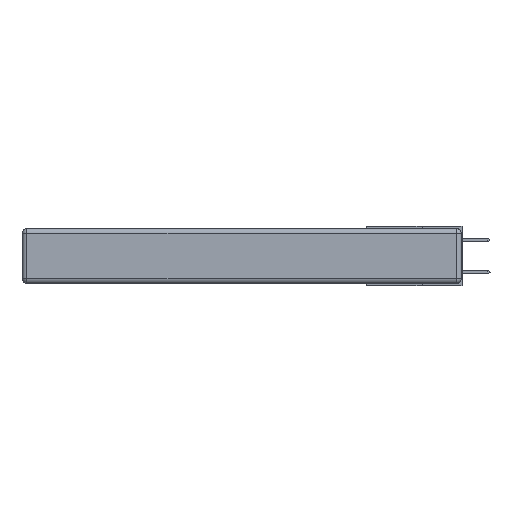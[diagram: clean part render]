
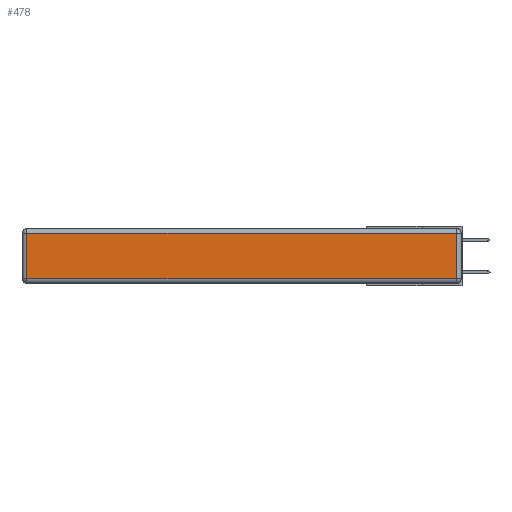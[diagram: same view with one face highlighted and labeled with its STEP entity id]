
A CAD part, left-side view. The second image highlights one B-rep face of the part: STEP entity #478.
In plain terms, the highlighted planar face has unit normal (-1, 0, 0).
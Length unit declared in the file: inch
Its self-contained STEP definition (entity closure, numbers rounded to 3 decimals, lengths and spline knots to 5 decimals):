
#478 = ADVANCED_FACE ( 'NONE', ( #3245 ), #11923, .T. ) ;
#731 = VECTOR ( 'NONE', #15479, 39.37008 ) ;
#1462 = VERTEX_POINT ( 'NONE', #5767 ) ;
#2802 = ORIENTED_EDGE ( 'NONE', *, *, #13071, .T. ) ;
#3245 = FACE_OUTER_BOUND ( 'NONE', #17384, .T. ) ;
#4081 = VERTEX_POINT ( 'NONE', #10735 ) ;
#4381 = CARTESIAN_POINT ( 'NONE',  ( 0., 2.72, -0.343 ) ) ;
#5000 = DIRECTION ( 'NONE',  ( 0., 0., 1. ) ) ;
#5305 = LINE ( 'NONE', #7823, #9415 ) ;
#5564 = ORIENTED_EDGE ( 'NONE', *, *, #15671, .T. ) ;
#5646 = CARTESIAN_POINT ( 'NONE',  ( 0., 2.75, -0.03 ) ) ;
#5767 = CARTESIAN_POINT ( 'NONE',  ( 0., 2.72, -0.313 ) ) ;
#6412 = EDGE_CURVE ( 'NONE', #6900, #4081, #5305, .T. ) ;
#6900 = VERTEX_POINT ( 'NONE', #17227 ) ;
#7823 = CARTESIAN_POINT ( 'NONE',  ( 0., 0.03, -0.343 ) ) ;
#7914 = DIRECTION ( 'NONE',  ( -1., 0., 0. ) ) ;
#9069 = ORIENTED_EDGE ( 'NONE', *, *, #6412, .T. ) ;
#9415 = VECTOR ( 'NONE', #12017, 39.37008 ) ;
#10735 = CARTESIAN_POINT ( 'NONE',  ( 0., 0.03, -0.03 ) ) ;
#10792 = EDGE_CURVE ( 'NONE', #1462, #6900, #17869, .T. ) ;
#11904 = CARTESIAN_POINT ( 'NONE',  ( 0., 2.72, -0.03 ) ) ;
#11923 = PLANE ( 'NONE',  #16214 ) ;
#12017 = DIRECTION ( 'NONE',  ( 0., 0., 1. ) ) ;
#13071 = EDGE_CURVE ( 'NONE', #4081, #14027, #14540, .T. ) ;
#13315 = CARTESIAN_POINT ( 'NONE',  ( 0., 0., -0.343 ) ) ;
#13665 = DIRECTION ( 'NONE',  ( 0., 1., 0. ) ) ;
#14027 = VERTEX_POINT ( 'NONE', #11904 ) ;
#14312 = LINE ( 'NONE', #4381, #17145 ) ;
#14540 = LINE ( 'NONE', #5646, #14986 ) ;
#14986 = VECTOR ( 'NONE', #13665, 39.37008 ) ;
#15205 = ORIENTED_EDGE ( 'NONE', *, *, #10792, .T. ) ;
#15479 = DIRECTION ( 'NONE',  ( 0., -1., 0. ) ) ;
#15671 = EDGE_CURVE ( 'NONE', #14027, #1462, #14312, .T. ) ;
#16214 = AXIS2_PLACEMENT_3D ( 'NONE', #13315, #7914, #5000 ) ;
#16815 = DIRECTION ( 'NONE',  ( 0., 0., -1. ) ) ;
#17145 = VECTOR ( 'NONE', #16815, 39.37008 ) ;
#17227 = CARTESIAN_POINT ( 'NONE',  ( 0., 0.03, -0.313 ) ) ;
#17384 = EDGE_LOOP ( 'NONE', ( #15205, #9069, #2802, #5564 ) ) ;
#17743 = CARTESIAN_POINT ( 'NONE',  ( 0., 0., -0.313 ) ) ;
#17869 = LINE ( 'NONE', #17743, #731 ) ;
